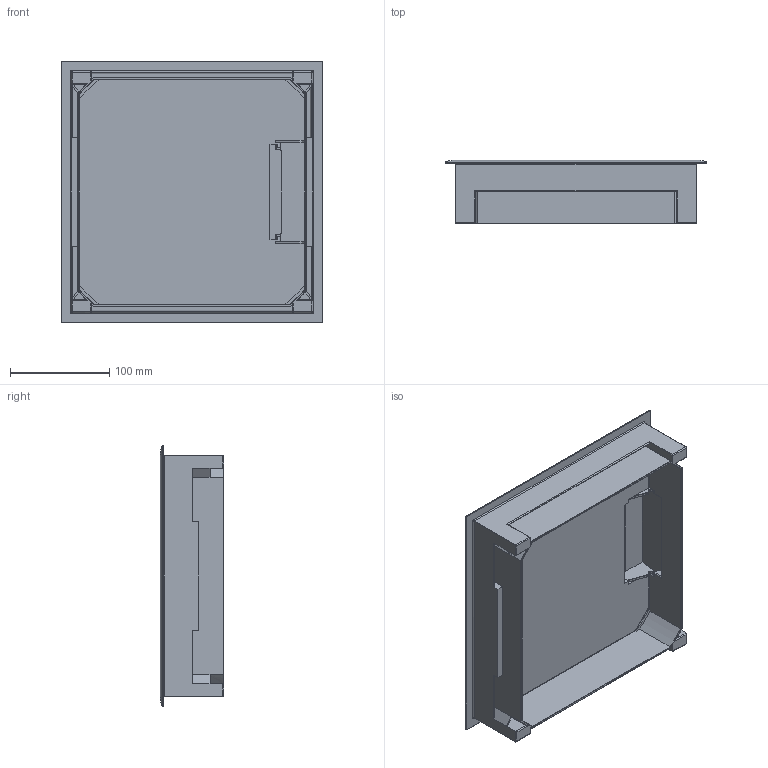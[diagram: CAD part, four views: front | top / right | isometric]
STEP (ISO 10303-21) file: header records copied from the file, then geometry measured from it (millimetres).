
FILE_DESCRIPTION (( 'STEP AP203' ), '1' );
FILE_NAME ('VQ1212.STEP', '2022-07-26T13:09:56', ( '' ), ( '' ), 'SwSTEP 2.0', 'SolidWorks 2019', '' );
FILE_SCHEMA (( 'CONFIG_CONTROL_DESIGN' ));
Length unit declared in the file: millimetre
Products named in the file (4): VQ1212; Schnurauslass VQ12-VE09_Schnurauslass Hager; Rahmen VQ12 R12; Klappe VQ12 R12
Assembly tree (3 placements, depth 2):
  VQ1212
    Rahmen VQ12 R12
    Klappe VQ12 R12
    Schnurauslass VQ12-VE09_Schnurauslass Hager
Bounding box: 263 x 64.3 x 263 mm (x, y, z)
Volume: 640630 mm3; surface area: 324935 mm2
Topology: 3 solids, 3 shells, 397 faces, 1023 edges, 627 vertices
Faces by surface type: plane 186, cylinder 152, bspline 30, torus 20, sphere 9
Entity records: 13167 total; most frequent: CARTESIAN_POINT 3711, ORIENTED_EDGE 2010, DIRECTION 1737, EDGE_CURVE 1005, VECTOR 659, LINE 659, VERTEX_POINT 627, AXIS2_PLACEMENT_3D 539
